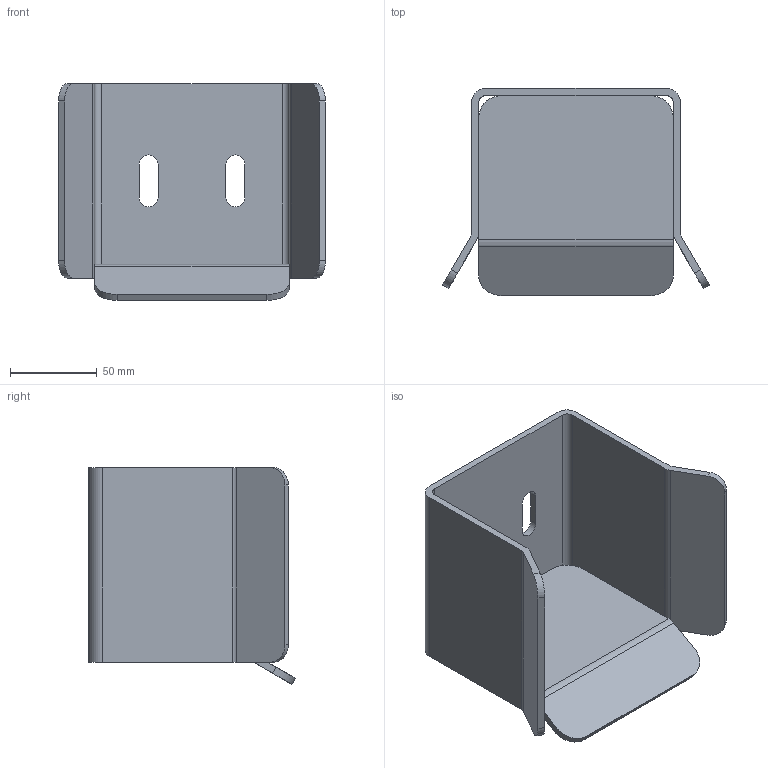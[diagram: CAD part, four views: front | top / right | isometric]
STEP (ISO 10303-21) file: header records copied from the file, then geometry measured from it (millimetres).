
FILE_DESCRIPTION(/* description */ ('CGS-346P INCONTRO INFERIORE'),/* implementation_level */ '2;1');
FILE_NAME(/* name */ '10705505 001.stp',/* time_stamp */ '2023-03-02T10:15:04+01:00',/* author */ ('gcocco'),/* organization */ (''),/* preprocessor_version */ 'ST-DEVELOPER v17.2',/* originating_system */ 'Autodesk Inventor 2019',/* authorisation */ '');
FILE_SCHEMA (('AUTOMOTIVE_DESIGN { 1 0 10303 214 3 1 1 }'));
Length unit declared in the file: millimetre
Products named in the file (4): 10705505  001; 10705505  001_1; 26000524; 26000527
Assembly tree (3 placements, depth 2):
  10705505  001
    10705505  001_1
    26000524
    26000527
Bounding box: 153.49 x 119 x 124.74 mm (x, y, z)
Volume: 205402.7 mm3; surface area: 110717.3 mm2
Topology: 5 solids, 5 shells, 63 faces, 159 edges, 106 vertices
Faces by surface type: plane 39, cylinder 24
Entity records: 2066 total; most frequent: DIRECTION 347, CARTESIAN_POINT 335, ORIENTED_EDGE 318, EDGE_CURVE 159, AXIS2_PLACEMENT_3D 118, LINE 111, VECTOR 111, VERTEX_POINT 106
